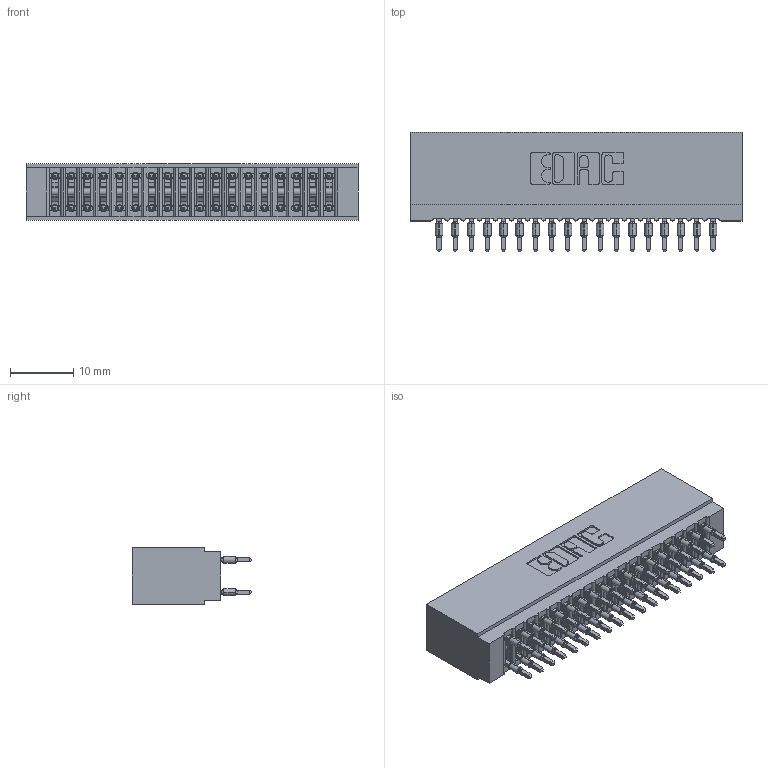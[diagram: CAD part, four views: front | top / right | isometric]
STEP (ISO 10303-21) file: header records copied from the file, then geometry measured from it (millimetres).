
FILE_DESCRIPTION (( 'STEP AP203' ), '1' );
FILE_NAME ('725-036-560-201.STEP', '2020-09-09T22:02:10', ( '' ), ( '' ), 'SwSTEP 2.0', 'SolidWorks 2020', '' );
FILE_SCHEMA (( 'CONFIG_CONTROL_DESIGN' ));
Length unit declared in the file: inch
Products named in the file (3): 725 Part_Insulator Option - 01; 745-292-001_560; 725-036-560-201
Assembly tree (37 placements, depth 2):
  725-036-560-201
    725 Part_Insulator Option - 01
    745-292-001_560  x36
Bounding box: 52.32 x 18.81 x 8.89 mm (x, y, z)
Volume: 4403.4 mm3; surface area: 9355.7 mm2
Topology: 37 solids, 37 shells, 3641 faces, 9956 edges, 6324 vertices
Faces by surface type: plane 1891, cylinder 814, bspline 720, torus 216
Entity records: 33873 total; most frequent: CARTESIAN_POINT 6385, ORIENTED_EDGE 5772, DIRECTION 5070, EDGE_CURVE 2886, VECTOR 2588, LINE 2588, VERTEX_POINT 1844, AXIS2_PLACEMENT_3D 1241
